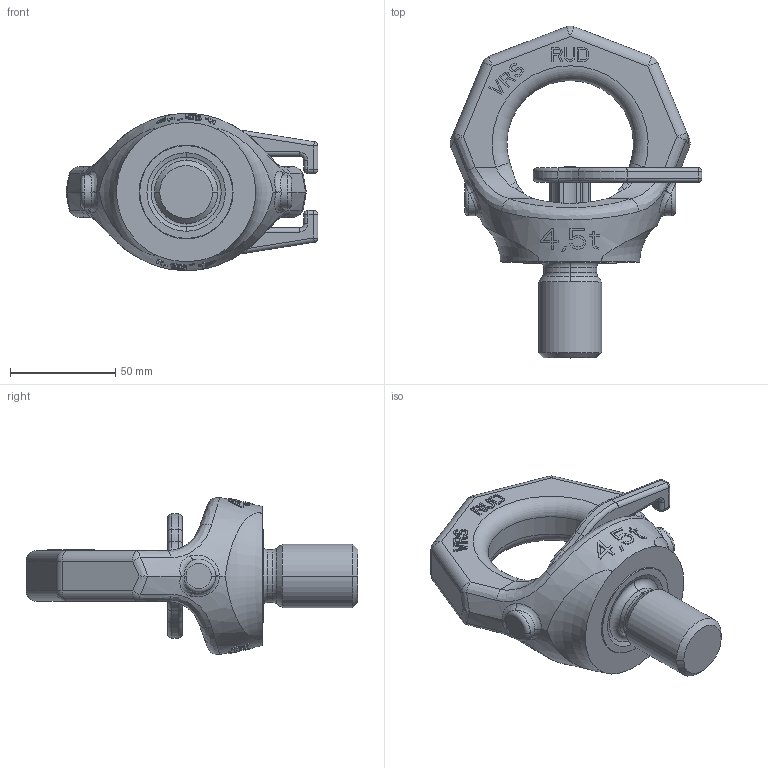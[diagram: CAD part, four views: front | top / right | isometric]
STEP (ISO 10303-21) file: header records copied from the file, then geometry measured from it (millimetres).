
FILE_DESCRIPTION((''),'2;1');
FILE_NAME('001-M35310-P-2_ASM','2016-01-15T',('Andreas.Wendler'),(''),'PRO/ENGINEER BY PARAMETRIC TECHNOLOGY CORPORATION, 2010140','PRO/ENGINEER BY PARAMETRIC TECHNOLOGY CORPORATION, 2010140','');
FILE_SCHEMA(('CONFIG_CONTROL_DESIGN'));
Length unit declared in the file: millimetre
Products named in the file (4): 001-M35310-P-1; 001-M33993-P-1; 001-M33195-P-1; 001-M35310-P-2_ASM
Assembly tree (3 placements, depth 2):
  001-M35310-P-2_ASM
    001-M35310-P-1
    001-M33993-P-1
    001-M33195-P-1
Bounding box: 119.44 x 157.38 x 74.52 mm (x, y, z)
Volume: 264064.7 mm3; surface area: 53469.1 mm2
Topology: 3 solids, 3 shells, 804 faces, 2167 edges, 1396 vertices
Faces by surface type: plane 611, cylinder 77, bspline 48, torus 32, sphere 26, cone 10
Entity records: 28610 total; most frequent: CARTESIAN_POINT 9171, ORIENTED_EDGE 4334, DIRECTION 3517, EDGE_CURVE 2167, VECTOR 1523, LINE 1523, VERTEX_POINT 1396, AXIS2_PLACEMENT_3D 997
